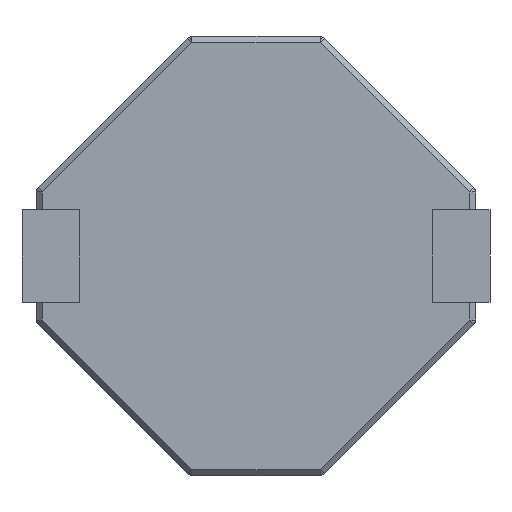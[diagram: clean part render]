
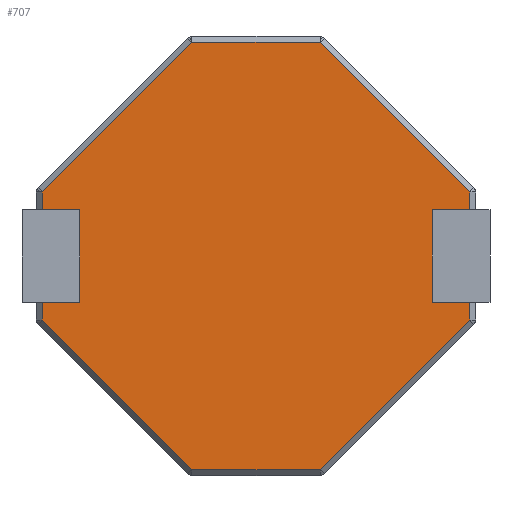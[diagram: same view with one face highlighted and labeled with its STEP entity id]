
A CAD part, front view. The second image highlights one B-rep face of the part: STEP entity #707.
In plain terms, the highlighted planar face has unit normal (0, -1, 0).
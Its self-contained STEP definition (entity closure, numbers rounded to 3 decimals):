
#16 = EDGE_CURVE ( 'NONE', #213, #620, #1338, .T. ) ;
#29 = DIRECTION ( 'NONE',  ( 0., 0., -1. ) ) ;
#54 = VERTEX_POINT ( 'NONE', #1327 ) ;
#97 = DIRECTION ( 'NONE',  ( 0.707, 0., -0.707 ) ) ;
#98 = ORIENTED_EDGE ( 'NONE', *, *, #1061, .T. ) ;
#111 = LINE ( 'NONE', #1040, #865 ) ;
#112 = LINE ( 'NONE', #1510, #1481 ) ;
#169 = CARTESIAN_POINT ( 'NONE',  ( 0., 0., 0.8 ) ) ;
#213 = VERTEX_POINT ( 'NONE', #501 ) ;
#221 = EDGE_CURVE ( 'NONE', #54, #1219, #1761, .T. ) ;
#223 = DIRECTION ( 'NONE',  ( -0.707, 0., 0.707 ) ) ;
#255 = EDGE_CURVE ( 'NONE', #1529, #2000, #1282, .T. ) ;
#283 = CARTESIAN_POINT ( 'NONE',  ( 1.108, 0., -3.7 ) ) ;
#310 = ORIENTED_EDGE ( 'NONE', *, *, #2110, .F. ) ;
#346 = CARTESIAN_POINT ( 'NONE',  ( 0., 0., 0. ) ) ;
#353 = VECTOR ( 'NONE', #29, 1000. ) ;
#405 = ORIENTED_EDGE ( 'NONE', *, *, #1815, .F. ) ;
#410 = CARTESIAN_POINT ( 'NONE',  ( 3.7, 0., -0.8 ) ) ;
#434 = EDGE_CURVE ( 'NONE', #1493, #2165, #2178, .T. ) ;
#457 = ORIENTED_EDGE ( 'NONE', *, *, #221, .F. ) ;
#480 = PLANE ( 'NONE',  #2172 ) ;
#500 = CARTESIAN_POINT ( 'NONE',  ( 3.7, 0., 1.108 ) ) ;
#501 = CARTESIAN_POINT ( 'NONE',  ( -3.7, 0., -1.108 ) ) ;
#511 = LINE ( 'NONE', #675, #743 ) ;
#524 = CARTESIAN_POINT ( 'NONE',  ( -3.05, 0., 0.8 ) ) ;
#536 = LINE ( 'NONE', #2320, #1321 ) ;
#543 = LINE ( 'NONE', #2316, #1272 ) ;
#553 = VERTEX_POINT ( 'NONE', #1656 ) ;
#588 = EDGE_CURVE ( 'NONE', #620, #2126, #511, .T. ) ;
#620 = VERTEX_POINT ( 'NONE', #1223 ) ;
#631 = EDGE_CURVE ( 'NONE', #54, #1334, #111, .T. ) ;
#634 = ORIENTED_EDGE ( 'NONE', *, *, #731, .T. ) ;
#647 = VERTEX_POINT ( 'NONE', #2132 ) ;
#675 = CARTESIAN_POINT ( 'NONE',  ( 1.108, 0., -3.7 ) ) ;
#679 = DIRECTION ( 'NONE',  ( 0., 0., -1. ) ) ;
#706 = DIRECTION ( 'NONE',  ( -1., 0., 0. ) ) ;
#707 = ADVANCED_FACE ( 'NONE', ( #2081 ), #480, .T. ) ;
#711 = DIRECTION ( 'NONE',  ( 0., 0., 1. ) ) ;
#731 = EDGE_CURVE ( 'NONE', #1866, #1977, #543, .T. ) ;
#743 = VECTOR ( 'NONE', #2264, 1000. ) ;
#765 = ORIENTED_EDGE ( 'NONE', *, *, #1926, .F. ) ;
#770 = CARTESIAN_POINT ( 'NONE',  ( -3.7, 0., 0.8 ) ) ;
#788 = ORIENTED_EDGE ( 'NONE', *, *, #631, .T. ) ;
#826 = ORIENTED_EDGE ( 'NONE', *, *, #2275, .T. ) ;
#845 = LINE ( 'NONE', #1581, #1912 ) ;
#865 = VECTOR ( 'NONE', #2090, 1000. ) ;
#882 = VECTOR ( 'NONE', #1032, 1000. ) ;
#896 = LINE ( 'NONE', #1589, #882 ) ;
#905 = ORIENTED_EDGE ( 'NONE', *, *, #588, .T. ) ;
#912 = ORIENTED_EDGE ( 'NONE', *, *, #1860, .T. ) ;
#916 = VECTOR ( 'NONE', #1058, 1000. ) ;
#985 = LINE ( 'NONE', #1658, #1067 ) ;
#1032 = DIRECTION ( 'NONE',  ( 0., 0., 1. ) ) ;
#1040 = CARTESIAN_POINT ( 'NONE',  ( 3.7, 0., 1.108 ) ) ;
#1047 = DIRECTION ( 'NONE',  ( -1., 0., 0. ) ) ;
#1050 = VECTOR ( 'NONE', #97, 1000. ) ;
#1058 = DIRECTION ( 'NONE',  ( 0., 0., -1. ) ) ;
#1061 = EDGE_CURVE ( 'NONE', #2126, #1111, #112, .T. ) ;
#1067 = VECTOR ( 'NONE', #1140, 1000. ) ;
#1111 = VERTEX_POINT ( 'NONE', #1343 ) ;
#1140 = DIRECTION ( 'NONE',  ( -1., 0., 0. ) ) ;
#1203 = VECTOR ( 'NONE', #711, 1000. ) ;
#1212 = DIRECTION ( 'NONE',  ( 0.707, 0., 0.707 ) ) ;
#1219 = VERTEX_POINT ( 'NONE', #1437 ) ;
#1223 = CARTESIAN_POINT ( 'NONE',  ( -1.108, 0., -3.7 ) ) ;
#1247 = EDGE_CURVE ( 'NONE', #1334, #553, #1280, .T. ) ;
#1272 = VECTOR ( 'NONE', #1430, 1000. ) ;
#1280 = LINE ( 'NONE', #1987, #1474 ) ;
#1282 = LINE ( 'NONE', #1618, #2168 ) ;
#1311 = CARTESIAN_POINT ( 'NONE',  ( -3.7, 0., 1.108 ) ) ;
#1321 = VECTOR ( 'NONE', #679, 1000. ) ;
#1327 = CARTESIAN_POINT ( 'NONE',  ( 3.7, 0., 0.8 ) ) ;
#1334 = VERTEX_POINT ( 'NONE', #500 ) ;
#1338 = LINE ( 'NONE', #1690, #1050 ) ;
#1343 = CARTESIAN_POINT ( 'NONE',  ( 3.7, 0., -1.108 ) ) ;
#1382 = CARTESIAN_POINT ( 'NONE',  ( 3.05, 0., 0. ) ) ;
#1385 = ORIENTED_EDGE ( 'NONE', *, *, #1959, .T. ) ;
#1426 = CARTESIAN_POINT ( 'NONE',  ( -3.7, 0., -0.8 ) ) ;
#1430 = DIRECTION ( 'NONE',  ( -0.707, 0., -0.707 ) ) ;
#1437 = CARTESIAN_POINT ( 'NONE',  ( 3.05, 0., 0.8 ) ) ;
#1474 = VECTOR ( 'NONE', #223, 1000. ) ;
#1479 = ORIENTED_EDGE ( 'NONE', *, *, #1247, .T. ) ;
#1481 = VECTOR ( 'NONE', #1212, 1000. ) ;
#1493 = VERTEX_POINT ( 'NONE', #1426 ) ;
#1499 = CARTESIAN_POINT ( 'NONE',  ( -3.05, 0., -0.8 ) ) ;
#1510 = CARTESIAN_POINT ( 'NONE',  ( 3.7, 0., -1.108 ) ) ;
#1529 = VERTEX_POINT ( 'NONE', #1602 ) ;
#1554 = DIRECTION ( 'NONE',  ( 0., -1., 0. ) ) ;
#1576 = DIRECTION ( 'NONE',  ( 0., 0., -1. ) ) ;
#1581 = CARTESIAN_POINT ( 'NONE',  ( -1.108, 0., 3.7 ) ) ;
#1589 = CARTESIAN_POINT ( 'NONE',  ( -3.05, 0., 0. ) ) ;
#1601 = LINE ( 'NONE', #770, #353 ) ;
#1602 = CARTESIAN_POINT ( 'NONE',  ( 3.05, 0., -0.8 ) ) ;
#1618 = CARTESIAN_POINT ( 'NONE',  ( 0., 0., -0.8 ) ) ;
#1656 = CARTESIAN_POINT ( 'NONE',  ( 1.108, 0., 3.7 ) ) ;
#1658 = CARTESIAN_POINT ( 'NONE',  ( 0., 0., 0.8 ) ) ;
#1690 = CARTESIAN_POINT ( 'NONE',  ( -1.108, 0., -3.7 ) ) ;
#1735 = VECTOR ( 'NONE', #1967, 1000. ) ;
#1761 = LINE ( 'NONE', #169, #1970 ) ;
#1815 = EDGE_CURVE ( 'NONE', #1219, #1529, #1928, .T. ) ;
#1823 = EDGE_CURVE ( 'NONE', #1493, #213, #536, .T. ) ;
#1860 = EDGE_CURVE ( 'NONE', #553, #1866, #845, .T. ) ;
#1866 = VERTEX_POINT ( 'NONE', #2137 ) ;
#1897 = EDGE_LOOP ( 'NONE', ( #2174, #1940, #2161, #905, #98, #826, #2267, #405, #457, #788, #1479, #912, #634, #1385, #310, #765 ) ) ;
#1912 = VECTOR ( 'NONE', #1047, 1000. ) ;
#1926 = EDGE_CURVE ( 'NONE', #2165, #2215, #896, .T. ) ;
#1928 = LINE ( 'NONE', #1382, #916 ) ;
#1940 = ORIENTED_EDGE ( 'NONE', *, *, #1823, .T. ) ;
#1956 = CARTESIAN_POINT ( 'NONE',  ( 0., 0., -0.8 ) ) ;
#1959 = EDGE_CURVE ( 'NONE', #1977, #647, #1601, .T. ) ;
#1967 = DIRECTION ( 'NONE',  ( 1., 0., 0. ) ) ;
#1970 = VECTOR ( 'NONE', #706, 1000. ) ;
#1977 = VERTEX_POINT ( 'NONE', #1311 ) ;
#1987 = CARTESIAN_POINT ( 'NONE',  ( 1.108, 0., 3.7 ) ) ;
#1990 = DIRECTION ( 'NONE',  ( 1., 0., 0. ) ) ;
#2000 = VERTEX_POINT ( 'NONE', #410 ) ;
#2081 = FACE_OUTER_BOUND ( 'NONE', #1897, .T. ) ;
#2090 = DIRECTION ( 'NONE',  ( 0., 0., 1. ) ) ;
#2110 = EDGE_CURVE ( 'NONE', #2215, #647, #985, .T. ) ;
#2126 = VERTEX_POINT ( 'NONE', #283 ) ;
#2132 = CARTESIAN_POINT ( 'NONE',  ( -3.7, 0., 0.8 ) ) ;
#2137 = CARTESIAN_POINT ( 'NONE',  ( -1.108, 0., 3.7 ) ) ;
#2161 = ORIENTED_EDGE ( 'NONE', *, *, #16, .T. ) ;
#2165 = VERTEX_POINT ( 'NONE', #1499 ) ;
#2168 = VECTOR ( 'NONE', #1990, 1000. ) ;
#2172 = AXIS2_PLACEMENT_3D ( 'NONE', #346, #1554, #1576 ) ;
#2174 = ORIENTED_EDGE ( 'NONE', *, *, #434, .F. ) ;
#2178 = LINE ( 'NONE', #1956, #1735 ) ;
#2215 = VERTEX_POINT ( 'NONE', #524 ) ;
#2264 = DIRECTION ( 'NONE',  ( 1., 0., 0. ) ) ;
#2267 = ORIENTED_EDGE ( 'NONE', *, *, #255, .F. ) ;
#2275 = EDGE_CURVE ( 'NONE', #1111, #2000, #2288, .T. ) ;
#2288 = LINE ( 'NONE', #2319, #1203 ) ;
#2316 = CARTESIAN_POINT ( 'NONE',  ( -3.7, 0., 1.108 ) ) ;
#2319 = CARTESIAN_POINT ( 'NONE',  ( 3.7, 0., -0.8 ) ) ;
#2320 = CARTESIAN_POINT ( 'NONE',  ( -3.7, 0., -1.108 ) ) ;
